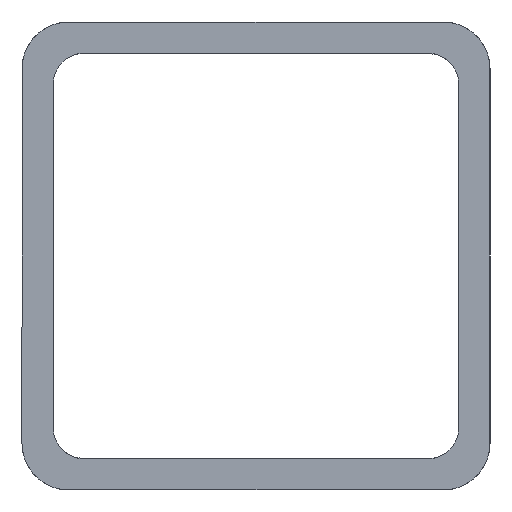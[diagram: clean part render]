
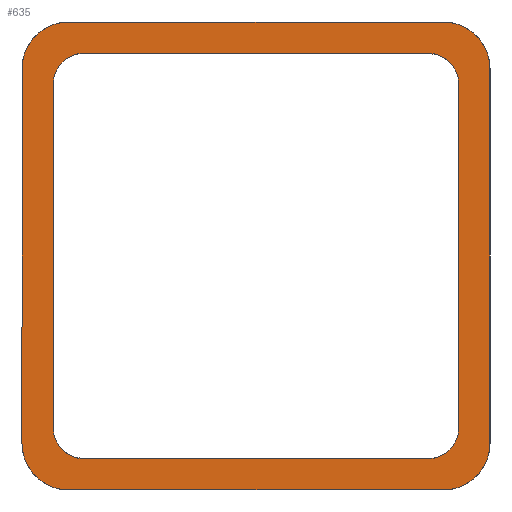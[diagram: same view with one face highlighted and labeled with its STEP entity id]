
A CAD part, left-side view. The second image highlights one B-rep face of the part: STEP entity #635.
In plain terms, the highlighted planar face has unit normal (-1, 0, 0).
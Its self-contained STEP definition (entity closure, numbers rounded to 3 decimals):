
#2 = CARTESIAN_POINT ( 'NONE',  ( -297.017, -12., -15. ) ) ;
#6 = ORIENTED_EDGE ( 'NONE', *, *, #233, .T. ) ;
#9 = EDGE_CURVE ( 'NONE', #287, #713, #409, .T. ) ;
#10 = CARTESIAN_POINT ( 'NONE',  ( -297.017, -11., -13. ) ) ;
#12 = LINE ( 'NONE', #573, #348 ) ;
#17 = DIRECTION ( 'NONE',  ( 0., 0., -1. ) ) ;
#18 = VERTEX_POINT ( 'NONE', #777 ) ;
#21 = DIRECTION ( 'NONE',  ( -1., 0., 0. ) ) ;
#22 = DIRECTION ( 'NONE',  ( 0., 1., 0. ) ) ;
#36 = AXIS2_PLACEMENT_3D ( 'NONE', #785, #723, #718 ) ;
#47 = DIRECTION ( 'NONE',  ( 0., -1., 0. ) ) ;
#49 = DIRECTION ( 'NONE',  ( -1., 0., 0. ) ) ;
#58 = ORIENTED_EDGE ( 'NONE', *, *, #145, .T. ) ;
#63 = LINE ( 'NONE', #186, #211 ) ;
#69 = VERTEX_POINT ( 'NONE', #770 ) ;
#72 = CARTESIAN_POINT ( 'NONE',  ( -297.017, -15., -12. ) ) ;
#74 = EDGE_CURVE ( 'NONE', #713, #578, #732, .T. ) ;
#82 = CARTESIAN_POINT ( 'NONE',  ( -297.017, 15., -12. ) ) ;
#91 = VERTEX_POINT ( 'NONE', #10 ) ;
#93 = CARTESIAN_POINT ( 'NONE',  ( -297.017, 11., 13. ) ) ;
#97 = DIRECTION ( 'NONE',  ( -1., 0., 0. ) ) ;
#101 = CARTESIAN_POINT ( 'NONE',  ( -297.017, 12., -12. ) ) ;
#105 = CIRCLE ( 'NONE', #372, 3. ) ;
#107 = DIRECTION ( 'NONE',  ( 0., 1., 0. ) ) ;
#112 = CARTESIAN_POINT ( 'NONE',  ( -297.017, -13., 11. ) ) ;
#118 = CARTESIAN_POINT ( 'NONE',  ( -297.017, 13., -11. ) ) ;
#134 = EDGE_CURVE ( 'NONE', #764, #287, #833, .T. ) ;
#140 = CARTESIAN_POINT ( 'NONE',  ( -297.017, 13., 11. ) ) ;
#141 = AXIS2_PLACEMENT_3D ( 'NONE', #871, #21, #107 ) ;
#145 = EDGE_CURVE ( 'NONE', #565, #328, #841, .T. ) ;
#154 = CARTESIAN_POINT ( 'NONE',  ( -297.017, -47., 12. ) ) ;
#160 = DIRECTION ( 'NONE',  ( 0., 1., 0. ) ) ;
#162 = DIRECTION ( 'NONE',  ( 0., 1., 0. ) ) ;
#164 = ORIENTED_EDGE ( 'NONE', *, *, #175, .T. ) ;
#170 = VECTOR ( 'NONE', #848, 1000. ) ;
#175 = EDGE_CURVE ( 'NONE', #825, #762, #701, .T. ) ;
#176 = DIRECTION ( 'NONE',  ( 0., 0., -1. ) ) ;
#179 = DIRECTION ( 'NONE',  ( 0., 1., 0. ) ) ;
#181 = ORIENTED_EDGE ( 'NONE', *, *, #633, .F. ) ;
#185 = EDGE_CURVE ( 'NONE', #762, #565, #283, .T. ) ;
#186 = CARTESIAN_POINT ( 'NONE',  ( -297.017, -13., 11. ) ) ;
#205 = ORIENTED_EDGE ( 'NONE', *, *, #279, .F. ) ;
#211 = VECTOR ( 'NONE', #668, 1000. ) ;
#222 = CARTESIAN_POINT ( 'NONE',  ( -297.017, 11., 13. ) ) ;
#224 = CIRCLE ( 'NONE', #271, 3. ) ;
#233 = EDGE_CURVE ( 'NONE', #543, #540, #224, .T. ) ;
#235 = CARTESIAN_POINT ( 'NONE',  ( -297.017, 15., 12. ) ) ;
#243 = DIRECTION ( 'NONE',  ( 0., 1., 0. ) ) ;
#271 = AXIS2_PLACEMENT_3D ( 'NONE', #389, #49, #179 ) ;
#279 = EDGE_CURVE ( 'NONE', #305, #18, #385, .T. ) ;
#283 = LINE ( 'NONE', #235, #538 ) ;
#287 = VERTEX_POINT ( 'NONE', #545 ) ;
#291 = ORIENTED_EDGE ( 'NONE', *, *, #417, .T. ) ;
#305 = VERTEX_POINT ( 'NONE', #118 ) ;
#308 = DIRECTION ( 'NONE',  ( 0., 1., 0. ) ) ;
#322 = CARTESIAN_POINT ( 'NONE',  ( -297.017, 12., 15. ) ) ;
#328 = VERTEX_POINT ( 'NONE', #739 ) ;
#329 = AXIS2_PLACEMENT_3D ( 'NONE', #101, #658, #243 ) ;
#348 = VECTOR ( 'NONE', #692, 1000. ) ;
#349 = ORIENTED_EDGE ( 'NONE', *, *, #696, .F. ) ;
#351 = ORIENTED_EDGE ( 'NONE', *, *, #837, .T. ) ;
#367 = AXIS2_PLACEMENT_3D ( 'NONE', #653, #368, #160 ) ;
#368 = DIRECTION ( 'NONE',  ( -1., 0., 0. ) ) ;
#372 = AXIS2_PLACEMENT_3D ( 'NONE', #581, #97, #22 ) ;
#385 = CIRCLE ( 'NONE', #460, 2. ) ;
#389 = CARTESIAN_POINT ( 'NONE',  ( -297.017, -12., -12. ) ) ;
#409 = LINE ( 'NONE', #222, #170 ) ;
#417 = EDGE_CURVE ( 'NONE', #69, #825, #743, .T. ) ;
#438 = EDGE_LOOP ( 'NONE', ( #643, #181, #616, #205, #349, #749, #644, #745 ) ) ;
#440 = ORIENTED_EDGE ( 'NONE', *, *, #185, .T. ) ;
#458 = EDGE_LOOP ( 'NONE', ( #598, #291, #164, #440, #58, #351, #6, #711 ) ) ;
#460 = AXIS2_PLACEMENT_3D ( 'NONE', #676, #727, #308 ) ;
#479 = VECTOR ( 'NONE', #626, 1000. ) ;
#482 = EDGE_CURVE ( 'NONE', #540, #803, #722, .T. ) ;
#493 = VERTEX_POINT ( 'NONE', #765 ) ;
#524 = FACE_BOUND ( 'NONE', #438, .T. ) ;
#537 = CARTESIAN_POINT ( 'NONE',  ( -297.017, 12., 15. ) ) ;
#538 = VECTOR ( 'NONE', #176, 1000. ) ;
#540 = VERTEX_POINT ( 'NONE', #72 ) ;
#543 = VERTEX_POINT ( 'NONE', #2 ) ;
#544 = EDGE_CURVE ( 'NONE', #18, #91, #12, .T. ) ;
#545 = CARTESIAN_POINT ( 'NONE',  ( -297.017, -11., 13. ) ) ;
#562 = AXIS2_PLACEMENT_3D ( 'NONE', #154, #709, #17 ) ;
#565 = VERTEX_POINT ( 'NONE', #82 ) ;
#573 = CARTESIAN_POINT ( 'NONE',  ( -297.017, 11., -13. ) ) ;
#578 = VERTEX_POINT ( 'NONE', #140 ) ;
#581 = CARTESIAN_POINT ( 'NONE',  ( -297.017, -12., 12. ) ) ;
#584 = VECTOR ( 'NONE', #47, 1000. ) ;
#594 = CARTESIAN_POINT ( 'NONE',  ( -297.017, -15., 12. ) ) ;
#598 = ORIENTED_EDGE ( 'NONE', *, *, #621, .T. ) ;
#600 = CARTESIAN_POINT ( 'NONE',  ( -297.017, 15., 12. ) ) ;
#616 = ORIENTED_EDGE ( 'NONE', *, *, #544, .F. ) ;
#621 = EDGE_CURVE ( 'NONE', #803, #69, #105, .T. ) ;
#626 = DIRECTION ( 'NONE',  ( 0., 1., 0. ) ) ;
#633 = EDGE_CURVE ( 'NONE', #91, #493, #886, .T. ) ;
#635 = ADVANCED_FACE ( 'NONE', ( #728, #524 ), #850, .F. ) ;
#638 = CARTESIAN_POINT ( 'NONE',  ( -297.017, 11., 11. ) ) ;
#639 = VECTOR ( 'NONE', #773, 1000. ) ;
#643 = ORIENTED_EDGE ( 'NONE', *, *, #838, .F. ) ;
#644 = ORIENTED_EDGE ( 'NONE', *, *, #9, .F. ) ;
#648 = CARTESIAN_POINT ( 'NONE',  ( -297.017, 13., 11. ) ) ;
#653 = CARTESIAN_POINT ( 'NONE',  ( -297.017, -11., -11. ) ) ;
#658 = DIRECTION ( 'NONE',  ( -1., 0., 0. ) ) ;
#668 = DIRECTION ( 'NONE',  ( 0., 0., 1. ) ) ;
#676 = CARTESIAN_POINT ( 'NONE',  ( -297.017, 11., -11. ) ) ;
#692 = DIRECTION ( 'NONE',  ( 0., -1., 0. ) ) ;
#696 = EDGE_CURVE ( 'NONE', #578, #305, #822, .T. ) ;
#701 = CIRCLE ( 'NONE', #36, 3. ) ;
#709 = DIRECTION ( 'NONE',  ( 1., 0., 0. ) ) ;
#711 = ORIENTED_EDGE ( 'NONE', *, *, #482, .T. ) ;
#713 = VERTEX_POINT ( 'NONE', #93 ) ;
#718 = DIRECTION ( 'NONE',  ( 0., 1., 0. ) ) ;
#722 = LINE ( 'NONE', #842, #754 ) ;
#723 = DIRECTION ( 'NONE',  ( -1., 0., 0. ) ) ;
#726 = CARTESIAN_POINT ( 'NONE',  ( -297.017, 12., -15. ) ) ;
#727 = DIRECTION ( 'NONE',  ( -1., 0., 0. ) ) ;
#728 = FACE_OUTER_BOUND ( 'NONE', #458, .T. ) ;
#732 = CIRCLE ( 'NONE', #733, 2. ) ;
#733 = AXIS2_PLACEMENT_3D ( 'NONE', #638, #852, #162 ) ;
#739 = CARTESIAN_POINT ( 'NONE',  ( -297.017, 12., -15. ) ) ;
#743 = LINE ( 'NONE', #322, #479 ) ;
#745 = ORIENTED_EDGE ( 'NONE', *, *, #134, .F. ) ;
#749 = ORIENTED_EDGE ( 'NONE', *, *, #74, .F. ) ;
#754 = VECTOR ( 'NONE', #835, 1000. ) ;
#762 = VERTEX_POINT ( 'NONE', #600 ) ;
#764 = VERTEX_POINT ( 'NONE', #112 ) ;
#765 = CARTESIAN_POINT ( 'NONE',  ( -297.017, -13., -11. ) ) ;
#770 = CARTESIAN_POINT ( 'NONE',  ( -297.017, -12., 15. ) ) ;
#773 = DIRECTION ( 'NONE',  ( 0., 0., -1. ) ) ;
#777 = CARTESIAN_POINT ( 'NONE',  ( -297.017, 11., -13. ) ) ;
#785 = CARTESIAN_POINT ( 'NONE',  ( -297.017, 12., 12. ) ) ;
#803 = VERTEX_POINT ( 'NONE', #594 ) ;
#822 = LINE ( 'NONE', #648, #639 ) ;
#825 = VERTEX_POINT ( 'NONE', #537 ) ;
#833 = CIRCLE ( 'NONE', #141, 2. ) ;
#835 = DIRECTION ( 'NONE',  ( 0., 0., 1. ) ) ;
#837 = EDGE_CURVE ( 'NONE', #328, #543, #863, .T. ) ;
#838 = EDGE_CURVE ( 'NONE', #493, #764, #63, .T. ) ;
#841 = CIRCLE ( 'NONE', #329, 3. ) ;
#842 = CARTESIAN_POINT ( 'NONE',  ( -297.017, -15., 12. ) ) ;
#848 = DIRECTION ( 'NONE',  ( 0., 1., 0. ) ) ;
#850 = PLANE ( 'NONE',  #562 ) ;
#852 = DIRECTION ( 'NONE',  ( -1., 0., 0. ) ) ;
#863 = LINE ( 'NONE', #726, #584 ) ;
#871 = CARTESIAN_POINT ( 'NONE',  ( -297.017, -11., 11. ) ) ;
#886 = CIRCLE ( 'NONE', #367, 2. ) ;
